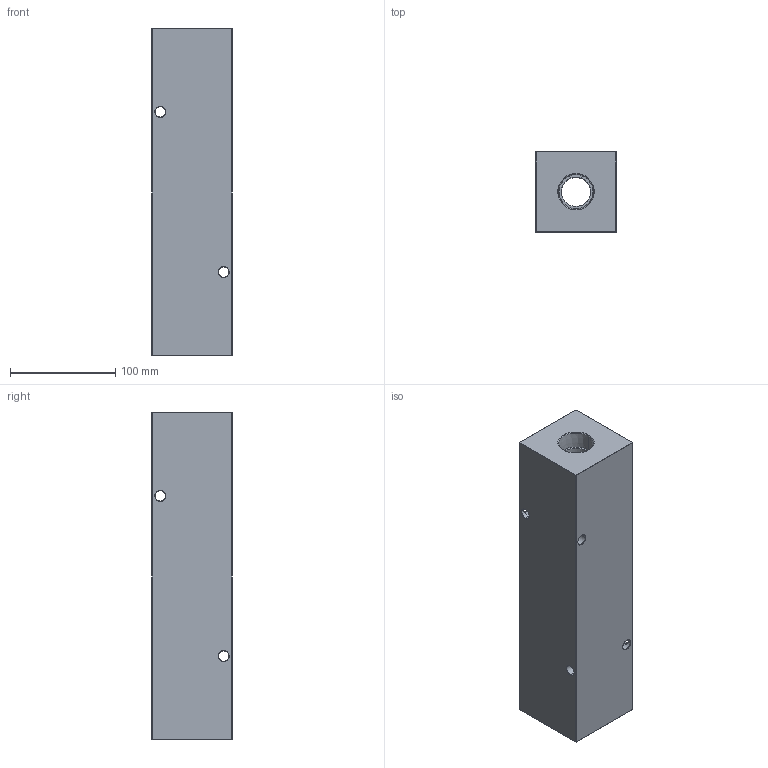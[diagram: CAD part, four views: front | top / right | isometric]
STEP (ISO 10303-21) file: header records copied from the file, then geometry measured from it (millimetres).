
FILE_DESCRIPTION (( 'STEP AP214' ), '1' );
FILE_NAME ('HM-4-0-P-16-16.STEP', '2020-02-28T20:46:36', ( '' ), ( '' ), 'SwSTEP 2.0', 'SolidWorks 2019', '' );
FILE_SCHEMA (( 'AUTOMOTIVE_DESIGN' ));
Length unit declared in the file: inch
Products named in the file (1): HM-4-0-P-16-16
Bounding box: 76.2 x 76.2 x 311.15 mm (x, y, z)
Volume: 1502898 mm3; surface area: 146173.1 mm2
Topology: 1 solids, 1 shells, 500 faces, 1299 edges, 846 vertices
Faces by surface type: plane 265, bspline 177, cone 32, cylinder 26
Entity records: 30323 total; most frequent: CARTESIAN_POINT 13023, ORIENTED_EDGE 2598, DIRECTION 1645, EDGE_CURVE 1299, VERTEX_POINT 846, VECTOR 829, LINE 829, EDGE_LOOP 567
